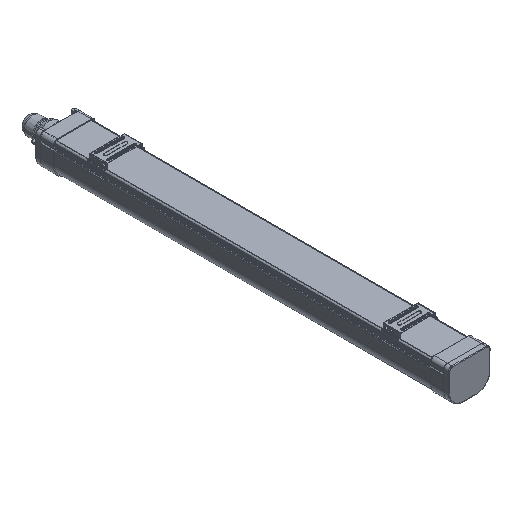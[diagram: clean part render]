
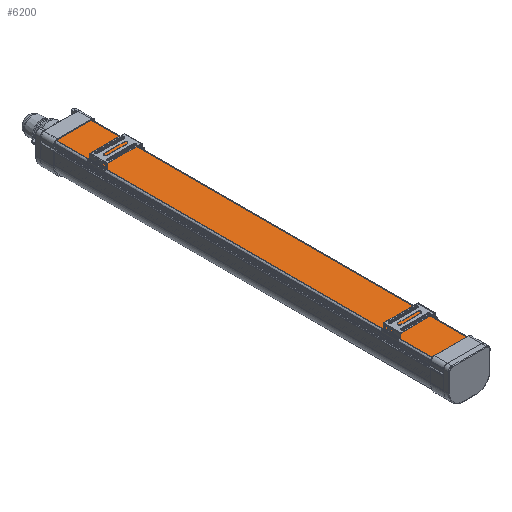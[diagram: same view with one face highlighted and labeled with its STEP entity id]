
A CAD part, isometric view. The second image highlights one B-rep face of the part: STEP entity #6200.
In plain terms, the highlighted planar face has unit normal (0, 0, 1).
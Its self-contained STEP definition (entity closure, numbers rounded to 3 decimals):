
#75 = CARTESIAN_POINT ( 'NONE',  ( -25.15, -96.967, -7.6 ) ) ;
#1129 = PLANE ( 'NONE',  #6056 ) ;
#2352 = CARTESIAN_POINT ( 'NONE',  ( 8.383, -290.9, -7.6 ) ) ;
#2829 = EDGE_CURVE ( 'NONE', #6697, #21788, #22580, .T. ) ;
#4040 = ORIENTED_EDGE ( 'NONE', *, *, #15183, .F. ) ;
#6056 = AXIS2_PLACEMENT_3D ( 'NONE', #7191, #15243, #20957 ) ;
#6200 = ADVANCED_FACE ( 'NONE', ( #19162 ), #1129, .T. ) ;
#6641 = EDGE_CURVE ( 'NONE', #12475, #6697, #19647, .T. ) ;
#6697 = VERTEX_POINT ( 'NONE', #20030 ) ;
#7191 = CARTESIAN_POINT ( 'NONE',  ( 25.15, -292.6, -7.6 ) ) ;
#7489 = CARTESIAN_POINT ( 'NONE',  ( -25.15, 290.9, -7.6 ) ) ;
#8501 = CARTESIAN_POINT ( 'NONE',  ( -25.15, 290.9, -7.6 ) ) ;
#9566 = EDGE_CURVE ( 'NONE', #12475, #22886, #22057, .T. ) ;
#9853 = CARTESIAN_POINT ( 'NONE',  ( 8.383, 290.9, -7.6 ) ) ;
#10325 = CARTESIAN_POINT ( 'NONE',  ( -25.15, 290.9, -7.6 ) ) ;
#10488 = ORIENTED_EDGE ( 'NONE', *, *, #2829, .T. ) ;
#11941 = CARTESIAN_POINT ( 'NONE',  ( -25.15, -290.9, -7.6 ) ) ;
#12475 = VERTEX_POINT ( 'NONE', #25428 ) ;
#12616 = CARTESIAN_POINT ( 'NONE',  ( 25.15, -96.967, -7.6 ) ) ;
#14479 = CARTESIAN_POINT ( 'NONE',  ( -8.383, -290.9, -7.6 ) ) ;
#14850 = CARTESIAN_POINT ( 'NONE',  ( 25.15, 96.967, -7.6 ) ) ;
#15183 = EDGE_CURVE ( 'NONE', #22886, #21788, #18243, .T. ) ;
#15243 = DIRECTION ( 'NONE',  ( 0., 0., 1. ) ) ;
#15268 = EDGE_LOOP ( 'NONE', ( #4040, #19792, #17462, #10488 ) ) ;
#17462 = ORIENTED_EDGE ( 'NONE', *, *, #6641, .T. ) ;
#18243 = B_SPLINE_CURVE_WITH_KNOTS ( 'NONE', 3,
 ( #11941, #75, #22289, #8501 ),
 .UNSPECIFIED., .F., .F.,
 ( 4, 4 ),
 ( 0., 1. ),
 .UNSPECIFIED. ) ;
#19035 = CARTESIAN_POINT ( 'NONE',  ( 25.15, -290.9, -7.6 ) ) ;
#19162 = FACE_OUTER_BOUND ( 'NONE', #15268, .T. ) ;
#19624 = CARTESIAN_POINT ( 'NONE',  ( -25.15, -290.9, -7.6 ) ) ;
#19647 = B_SPLINE_CURVE_WITH_KNOTS ( 'NONE', 3,
 ( #19035, #12616, #14850, #24790 ),
 .UNSPECIFIED., .F., .F.,
 ( 4, 4 ),
 ( 0., 1. ),
 .UNSPECIFIED. ) ;
#19792 = ORIENTED_EDGE ( 'NONE', *, *, #9566, .F. ) ;
#20030 = CARTESIAN_POINT ( 'NONE',  ( 25.15, 290.9, -7.6 ) ) ;
#20385 = CARTESIAN_POINT ( 'NONE',  ( 25.15, -290.9, -7.6 ) ) ;
#20957 = DIRECTION ( 'NONE',  ( 1., 0., 0. ) ) ;
#21415 = CARTESIAN_POINT ( 'NONE',  ( -8.383, 290.9, -7.6 ) ) ;
#21788 = VERTEX_POINT ( 'NONE', #10325 ) ;
#22057 = B_SPLINE_CURVE_WITH_KNOTS ( 'NONE', 3,
 ( #20385, #2352, #14479, #22463 ),
 .UNSPECIFIED., .F., .F.,
 ( 4, 4 ),
 ( 0., 1. ),
 .UNSPECIFIED. ) ;
#22289 = CARTESIAN_POINT ( 'NONE',  ( -25.15, 96.967, -7.6 ) ) ;
#22463 = CARTESIAN_POINT ( 'NONE',  ( -25.15, -290.9, -7.6 ) ) ;
#22580 = B_SPLINE_CURVE_WITH_KNOTS ( 'NONE', 3,
 ( #23388, #9853, #21415, #7489 ),
 .UNSPECIFIED., .F., .F.,
 ( 4, 4 ),
 ( 0., 1. ),
 .UNSPECIFIED. ) ;
#22886 = VERTEX_POINT ( 'NONE', #19624 ) ;
#23388 = CARTESIAN_POINT ( 'NONE',  ( 25.15, 290.9, -7.6 ) ) ;
#24790 = CARTESIAN_POINT ( 'NONE',  ( 25.15, 290.9, -7.6 ) ) ;
#25428 = CARTESIAN_POINT ( 'NONE',  ( 25.15, -290.9, -7.6 ) ) ;
